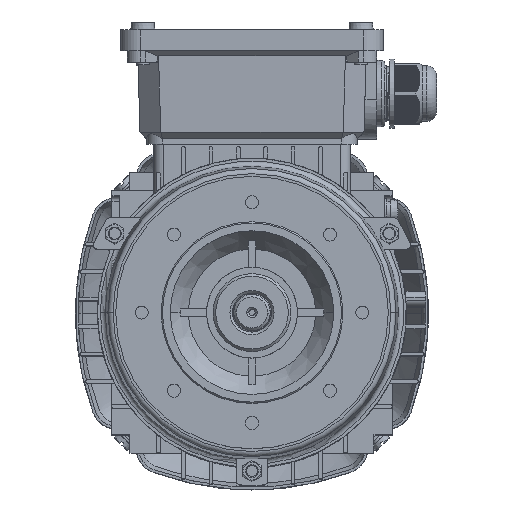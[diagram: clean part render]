
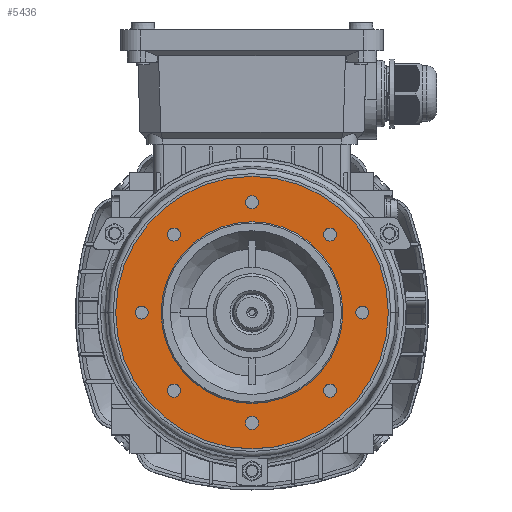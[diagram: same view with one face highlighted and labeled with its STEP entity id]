
A CAD part, top view. The second image highlights one B-rep face of the part: STEP entity #5436.
In plain terms, the highlighted planar face has unit normal (0, 0, 1).
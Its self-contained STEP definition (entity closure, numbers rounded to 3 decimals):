
#1601=PLANE('',#65030);
#2621=FACE_BOUND('',#13181,.T.);
#2622=FACE_BOUND('',#13182,.T.);
#2623=FACE_BOUND('',#13183,.T.);
#2624=FACE_BOUND('',#13184,.T.);
#2625=FACE_BOUND('',#13185,.T.);
#2626=FACE_BOUND('',#13186,.T.);
#2627=FACE_BOUND('',#13187,.T.);
#2628=FACE_BOUND('',#13188,.T.);
#2629=FACE_BOUND('',#13189,.T.);
#2630=FACE_BOUND('',#13190,.T.);
#5436=ADVANCED_FACE('',(#2621,#2622,#2623,#2624,#2625,#2626,#2627,#2628,
#2629,#2630),#1601,.T.);
#13181=EDGE_LOOP('',(#36908,#36909));
#13182=EDGE_LOOP('',(#36910,#36911));
#13183=EDGE_LOOP('',(#36912,#36913));
#13184=EDGE_LOOP('',(#36914,#36915));
#13185=EDGE_LOOP('',(#36916,#36917));
#13186=EDGE_LOOP('',(#36918,#36919));
#13187=EDGE_LOOP('',(#36920,#36921));
#13188=EDGE_LOOP('',(#36922,#36923));
#13189=EDGE_LOOP('',(#36924,#36925));
#13190=EDGE_LOOP('',(#36926,#36927));
#36908=ORIENTED_EDGE('',*,*,#55499,.F.);
#36909=ORIENTED_EDGE('',*,*,#54914,.F.);
#36910=ORIENTED_EDGE('',*,*,#55500,.F.);
#36911=ORIENTED_EDGE('',*,*,#54918,.F.);
#36912=ORIENTED_EDGE('',*,*,#55501,.F.);
#36913=ORIENTED_EDGE('',*,*,#54922,.F.);
#36914=ORIENTED_EDGE('',*,*,#55502,.F.);
#36915=ORIENTED_EDGE('',*,*,#54926,.F.);
#36916=ORIENTED_EDGE('',*,*,#55503,.F.);
#36917=ORIENTED_EDGE('',*,*,#54930,.F.);
#36918=ORIENTED_EDGE('',*,*,#55504,.F.);
#36919=ORIENTED_EDGE('',*,*,#54934,.F.);
#36920=ORIENTED_EDGE('',*,*,#55505,.F.);
#36921=ORIENTED_EDGE('',*,*,#54938,.F.);
#36922=ORIENTED_EDGE('',*,*,#55506,.F.);
#36923=ORIENTED_EDGE('',*,*,#54946,.F.);
#36924=ORIENTED_EDGE('',*,*,#55005,.T.);
#36925=ORIENTED_EDGE('',*,*,#55507,.T.);
#36926=ORIENTED_EDGE('',*,*,#55010,.F.);
#36927=ORIENTED_EDGE('',*,*,#55498,.F.);
#47177=VERTEX_POINT('',#102610);
#47178=VERTEX_POINT('',#102612);
#47181=VERTEX_POINT('',#102619);
#47182=VERTEX_POINT('',#102621);
#47185=VERTEX_POINT('',#102628);
#47186=VERTEX_POINT('',#102630);
#47189=VERTEX_POINT('',#102637);
#47190=VERTEX_POINT('',#102639);
#47193=VERTEX_POINT('',#102646);
#47194=VERTEX_POINT('',#102648);
#47197=VERTEX_POINT('',#102655);
#47198=VERTEX_POINT('',#102657);
#47201=VERTEX_POINT('',#102664);
#47202=VERTEX_POINT('',#102666);
#47209=VERTEX_POINT('',#102682);
#47210=VERTEX_POINT('',#102684);
#47267=VERTEX_POINT('',#102823);
#47268=VERTEX_POINT('',#102825);
#47270=VERTEX_POINT('',#102830);
#47272=VERTEX_POINT('',#102834);
#54914=EDGE_CURVE('',#47177,#47178,#60026,.T.);
#54918=EDGE_CURVE('',#47181,#47182,#60028,.T.);
#54922=EDGE_CURVE('',#47185,#47186,#60030,.T.);
#54926=EDGE_CURVE('',#47189,#47190,#60032,.T.);
#54930=EDGE_CURVE('',#47193,#47194,#60034,.T.);
#54934=EDGE_CURVE('',#47197,#47198,#60036,.T.);
#54938=EDGE_CURVE('',#47201,#47202,#60038,.T.);
#54946=EDGE_CURVE('',#47209,#47210,#60044,.T.);
#55005=EDGE_CURVE('',#47268,#47267,#60087,.T.);
#55010=EDGE_CURVE('',#47272,#47270,#60089,.T.);
#55498=EDGE_CURVE('',#47270,#47272,#60287,.T.);
#55499=EDGE_CURVE('',#47178,#47177,#60288,.T.);
#55500=EDGE_CURVE('',#47182,#47181,#60289,.T.);
#55501=EDGE_CURVE('',#47186,#47185,#60290,.T.);
#55502=EDGE_CURVE('',#47190,#47189,#60291,.T.);
#55503=EDGE_CURVE('',#47194,#47193,#60292,.T.);
#55504=EDGE_CURVE('',#47198,#47197,#60293,.T.);
#55505=EDGE_CURVE('',#47202,#47201,#60294,.T.);
#55506=EDGE_CURVE('',#47210,#47209,#60295,.T.);
#55507=EDGE_CURVE('',#47267,#47268,#60296,.T.);
#60026=CIRCLE('',#64648,2.5);
#60028=CIRCLE('',#64651,2.5);
#60030=CIRCLE('',#64654,2.5);
#60032=CIRCLE('',#64657,2.5);
#60034=CIRCLE('',#64660,2.5);
#60036=CIRCLE('',#64663,2.5);
#60038=CIRCLE('',#64666,2.5);
#60044=CIRCLE('',#64674,2.5);
#60087=CIRCLE('',#64731,52.5);
#60089=CIRCLE('',#64734,35.);
#60287=CIRCLE('',#65019,35.);
#60288=CIRCLE('',#65021,2.5);
#60289=CIRCLE('',#65022,2.5);
#60290=CIRCLE('',#65023,2.5);
#60291=CIRCLE('',#65024,2.5);
#60292=CIRCLE('',#65025,2.5);
#60293=CIRCLE('',#65026,2.5);
#60294=CIRCLE('',#65027,2.5);
#60295=CIRCLE('',#65028,2.5);
#60296=CIRCLE('',#65029,52.5);
#64648=AXIS2_PLACEMENT_3D('',#102611,#76830,#76831);
#64651=AXIS2_PLACEMENT_3D('',#102620,#76838,#76839);
#64654=AXIS2_PLACEMENT_3D('',#102629,#76846,#76847);
#64657=AXIS2_PLACEMENT_3D('',#102638,#76854,#76855);
#64660=AXIS2_PLACEMENT_3D('',#102647,#76862,#76863);
#64663=AXIS2_PLACEMENT_3D('',#102656,#76870,#76871);
#64666=AXIS2_PLACEMENT_3D('',#102665,#76878,#76879);
#64674=AXIS2_PLACEMENT_3D('',#102683,#76896,#76897);
#64731=AXIS2_PLACEMENT_3D('',#102824,#77024,#77025);
#64734=AXIS2_PLACEMENT_3D('',#102835,#77033,#77034);
#65019=AXIS2_PLACEMENT_3D('',#105342,#77759,#77760);
#65021=AXIS2_PLACEMENT_3D('',#105344,#77763,#77764);
#65022=AXIS2_PLACEMENT_3D('',#105345,#77765,#77766);
#65023=AXIS2_PLACEMENT_3D('',#105346,#77767,#77768);
#65024=AXIS2_PLACEMENT_3D('',#105347,#77769,#77770);
#65025=AXIS2_PLACEMENT_3D('',#105348,#77771,#77772);
#65026=AXIS2_PLACEMENT_3D('',#105349,#77773,#77774);
#65027=AXIS2_PLACEMENT_3D('',#105350,#77775,#77776);
#65028=AXIS2_PLACEMENT_3D('',#105351,#77777,#77778);
#65029=AXIS2_PLACEMENT_3D('',#105352,#77779,#77780);
#65030=AXIS2_PLACEMENT_3D('',#105353,#77781,#77782);
#76830=DIRECTION('',(0.,0.,1.));
#76831=DIRECTION('',(1.,0.,0.));
#76838=DIRECTION('',(0.,0.,1.));
#76839=DIRECTION('',(1.,0.,0.));
#76846=DIRECTION('',(0.,0.,1.));
#76847=DIRECTION('',(1.,0.,0.));
#76854=DIRECTION('',(0.,0.,1.));
#76855=DIRECTION('',(1.,0.,0.));
#76862=DIRECTION('',(0.,0.,1.));
#76863=DIRECTION('',(1.,0.,0.));
#76870=DIRECTION('',(0.,0.,1.));
#76871=DIRECTION('',(1.,0.,0.));
#76878=DIRECTION('',(0.,0.,1.));
#76879=DIRECTION('',(1.,0.,0.));
#76896=DIRECTION('',(0.,0.,1.));
#76897=DIRECTION('',(1.,0.,0.));
#77024=DIRECTION('',(0.,0.,1.));
#77025=DIRECTION('',(1.,0.,0.));
#77033=DIRECTION('',(0.,0.,1.));
#77034=DIRECTION('',(1.,0.,0.));
#77759=DIRECTION('',(0.,0.,1.));
#77760=DIRECTION('',(1.,0.,0.));
#77763=DIRECTION('',(0.,0.,1.));
#77764=DIRECTION('',(1.,0.,0.));
#77765=DIRECTION('',(0.,0.,1.));
#77766=DIRECTION('',(1.,0.,0.));
#77767=DIRECTION('',(0.,0.,1.));
#77768=DIRECTION('',(1.,0.,0.));
#77769=DIRECTION('',(0.,0.,1.));
#77770=DIRECTION('',(1.,0.,0.));
#77771=DIRECTION('',(0.,0.,1.));
#77772=DIRECTION('',(1.,0.,0.));
#77773=DIRECTION('',(0.,0.,1.));
#77774=DIRECTION('',(1.,0.,0.));
#77775=DIRECTION('',(0.,0.,1.));
#77776=DIRECTION('',(1.,0.,0.));
#77777=DIRECTION('',(0.,0.,1.));
#77778=DIRECTION('',(1.,0.,0.));
#77779=DIRECTION('',(0.,0.,1.));
#77780=DIRECTION('',(1.,0.,0.));
#77781=DIRECTION('',(0.,0.,1.));
#77782=DIRECTION('',(1.,0.,0.));
#102610=CARTESIAN_POINT('',(-219.947,-28.651,90.));
#102611=CARTESIAN_POINT('',(-222.447,-28.651,90.));
#102612=CARTESIAN_POINT('',(-224.947,-28.651,90.));
#102619=CARTESIAN_POINT('',(-232.395,1.401,90.));
#102620=CARTESIAN_POINT('',(-234.895,1.401,90.));
#102621=CARTESIAN_POINT('',(-237.395,1.401,90.));
#102628=CARTESIAN_POINT('',(-219.947,31.453,90.));
#102629=CARTESIAN_POINT('',(-222.447,31.453,90.));
#102630=CARTESIAN_POINT('',(-224.947,31.453,90.));
#102637=CARTESIAN_POINT('',(-189.895,43.901,90.));
#102638=CARTESIAN_POINT('',(-192.395,43.901,90.));
#102639=CARTESIAN_POINT('',(-194.895,43.901,90.));
#102646=CARTESIAN_POINT('',(-159.843,31.453,90.));
#102647=CARTESIAN_POINT('',(-162.343,31.453,90.));
#102648=CARTESIAN_POINT('',(-164.843,31.453,90.));
#102655=CARTESIAN_POINT('',(-147.395,1.401,90.));
#102656=CARTESIAN_POINT('',(-149.895,1.401,90.));
#102657=CARTESIAN_POINT('',(-152.395,1.401,90.));
#102664=CARTESIAN_POINT('',(-159.843,-28.651,90.));
#102665=CARTESIAN_POINT('',(-162.343,-28.651,90.));
#102666=CARTESIAN_POINT('',(-164.843,-28.651,90.));
#102682=CARTESIAN_POINT('',(-189.895,-41.099,90.));
#102683=CARTESIAN_POINT('',(-192.395,-41.099,90.));
#102684=CARTESIAN_POINT('',(-194.895,-41.099,90.));
#102823=CARTESIAN_POINT('',(-139.895,1.401,90.));
#102824=CARTESIAN_POINT('',(-192.395,1.401,90.));
#102825=CARTESIAN_POINT('',(-244.895,1.401,90.));
#102830=CARTESIAN_POINT('',(-157.395,1.401,90.));
#102834=CARTESIAN_POINT('',(-227.395,1.401,90.));
#102835=CARTESIAN_POINT('',(-192.395,1.401,90.));
#105342=CARTESIAN_POINT('',(-192.395,1.401,90.));
#105344=CARTESIAN_POINT('',(-222.447,-28.651,90.));
#105345=CARTESIAN_POINT('',(-234.895,1.401,90.));
#105346=CARTESIAN_POINT('',(-222.447,31.453,90.));
#105347=CARTESIAN_POINT('',(-192.395,43.901,90.));
#105348=CARTESIAN_POINT('',(-162.343,31.453,90.));
#105349=CARTESIAN_POINT('',(-149.895,1.401,90.));
#105350=CARTESIAN_POINT('',(-162.343,-28.651,90.));
#105351=CARTESIAN_POINT('',(-192.395,-41.099,90.));
#105352=CARTESIAN_POINT('',(-192.395,1.401,90.));
#105353=CARTESIAN_POINT('',(-192.395,84.523,90.));
